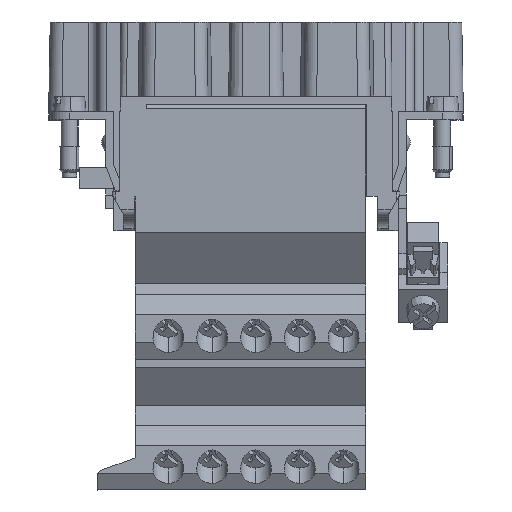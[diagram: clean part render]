
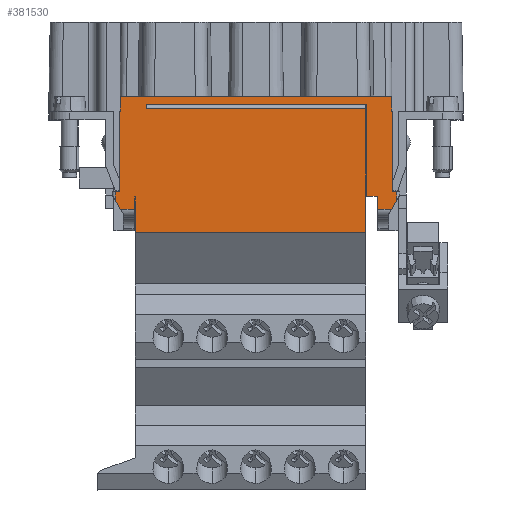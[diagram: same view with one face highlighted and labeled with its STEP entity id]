
A CAD part, left-side view. The second image highlights one B-rep face of the part: STEP entity #381530.
In plain terms, the highlighted face is planar.
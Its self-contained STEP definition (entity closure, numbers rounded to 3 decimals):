
#43850=CARTESIAN_POINT('',(27.404,-17.15,
28.65));
#43860=VERTEX_POINT('',#43850);
#43890=CARTESIAN_POINT('',(25.468,-17.15,
28.65));
#43900=DIRECTION('',(-1.,0.,0.));
#43910=VECTOR('',#43900,1.);
#43920=LINE('',#43890,#43910);
#43930=CARTESIAN_POINT('',(25.279,-17.15,
28.65));
#43940=VERTEX_POINT('',#43930);
#43950=EDGE_CURVE('',#43860,#43940,#43920,.T.);
#57070=CARTESIAN_POINT('',(0.,-17.15,12.55));
#57080=DIRECTION('',(-1.,0.,0.));
#57090=VECTOR('',#57080,1.);
#57100=LINE('',#57070,#57090);
#57110=CARTESIAN_POINT('',(23.45,-17.15,
12.55));
#57120=VERTEX_POINT('',#57110);
#57130=CARTESIAN_POINT('',(-10.2,-17.15,
12.55));
#57140=VERTEX_POINT('',#57130);
#57150=EDGE_CURVE('',#57120,#57140,#57100,.T.);
#59660=CARTESIAN_POINT('',(28.2,-17.15,
27.272));
#59670=VERTEX_POINT('',#59660);
#59700=CARTESIAN_POINT('',(43.945,-17.15,0.));
#59710=DIRECTION('',(0.5,0.,
-0.866));
#59720=VECTOR('',#59710,1.);
#59730=LINE('',#59700,#59720);
#59740=EDGE_CURVE('',#43860,#59670,#59730,.T.);
#83310=CARTESIAN_POINT('',(-10.2,-17.15,
26.65));
#83320=VERTEX_POINT('',#83310);
#83350=CARTESIAN_POINT('',(0.,-17.15,26.65));
#83360=DIRECTION('',(1.,0.,0.));
#83370=VECTOR('',#83360,1.);
#83380=LINE('',#83350,#83370);
#83390=CARTESIAN_POINT('',(-11.844,-17.15,
26.65));
#83400=VERTEX_POINT('',#83390);
#83410=EDGE_CURVE('',#83400,#83320,#83380,.T.);
#85970=CARTESIAN_POINT('',(-14.8,-17.15,
25.95));
#85980=VERTEX_POINT('',#85970);
#86010=CARTESIAN_POINT('',(0.,-17.15,25.95));
#86020=DIRECTION('',(-1.,0.,0.));
#86030=VECTOR('',#86020,1.);
#86040=LINE('',#86010,#86030);
#86050=CARTESIAN_POINT('',(-14.2,-17.15,
25.95));
#86060=VERTEX_POINT('',#86050);
#86070=EDGE_CURVE('',#86060,#85980,#86040,.T.);
#95860=CARTESIAN_POINT('',(-14.8,-17.15,
27.272));
#95870=VERTEX_POINT('',#95860);
#96110=CARTESIAN_POINT('',(-14.004,-17.15,
28.65));
#96120=VERTEX_POINT('',#96110);
#96150=CARTESIAN_POINT('',(-30.545,-17.15,0.));
#96160=DIRECTION('',(0.5,0.,
0.866));
#96170=VECTOR('',#96160,1.);
#96180=LINE('',#96150,#96170);
#96190=EDGE_CURVE('',#95870,#96120,#96180,.T.);
#99620=CARTESIAN_POINT('',(-11.879,-17.15,
28.65));
#99630=VERTEX_POINT('',#99620);
#99660=CARTESIAN_POINT('',(25.468,-17.15,
28.65));
#99670=DIRECTION('',(-1.,0.,0.));
#99680=VECTOR('',#99670,1.);
#99690=LINE('',#99660,#99680);
#99700=EDGE_CURVE('',#99630,#96120,#99690,.T.);
#104890=CARTESIAN_POINT('',(-10.2,-17.15,0.));
#104900=DIRECTION('',(0.,0.,-1.));
#104910=VECTOR('',#104900,1.);
#104920=LINE('',#104890,#104910);
#104930=EDGE_CURVE('',#83320,#57140,#104920,.T.);
#118930=CARTESIAN_POINT('',(25.246,-17.15,
26.75));
#118940=VERTEX_POINT('',#118930);
#118970=CARTESIAN_POINT('',(0.,-17.15,26.75));
#118980=DIRECTION('',(1.,0.,0.));
#118990=VECTOR('',#118980,1.);
#119000=LINE('',#118970,#118990);
#119010=CARTESIAN_POINT('',(25.15,-17.15,
26.75));
#119020=VERTEX_POINT('',#119010);
#119030=EDGE_CURVE('',#119020,#118940,#119000,.T.);
#121500=CARTESIAN_POINT('',(-14.8,-17.15,
0.));
#121510=DIRECTION('',(0.,0.,-1.));
#121520=VECTOR('',#121510,1.);
#121530=LINE('',#121500,#121520);
#121540=EDGE_CURVE('',#95870,#85980,#121530,.T.);
#140360=CARTESIAN_POINT('',(-14.073,-17.15,
11.45));
#140370=VERTEX_POINT('',#140360);
#140490=CARTESIAN_POINT('',(-13.974,-17.15,0.));
#140500=DIRECTION('',(0.009,0.,
-1.));
#140510=VECTOR('',#140500,1.);
#140520=LINE('',#140490,#140510);
#140530=EDGE_CURVE('',#86060,#140370,#140520,.T.);
#218830=CARTESIAN_POINT('',(-11.379,-17.15,0.));
#218840=DIRECTION('',(0.017,0.,
-1.));
#218850=VECTOR('',#218840,1.);
#218860=LINE('',#218830,#218850);
#218870=EDGE_CURVE('',#99630,#83400,#218860,.T.);
#238130=CARTESIAN_POINT('',(23.45,-17.15,
13.25));
#238140=VERTEX_POINT('',#238130);
#238170=CARTESIAN_POINT('',(23.45,-17.15,0.));
#238180=DIRECTION('',(0.,0.,-1.));
#238190=VECTOR('',#238180,1.);
#238200=LINE('',#238170,#238190);
#238210=EDGE_CURVE('',#238140,#57120,#238200,.T.);
#240920=CARTESIAN_POINT('',(0.,-17.15,11.45));
#240930=DIRECTION('',(-1.,0.,0.));
#240940=VECTOR('',#240930,1.);
#240950=LINE('',#240920,#240940);
#240960=CARTESIAN_POINT('',(27.473,-17.15,
11.45));
#240970=VERTEX_POINT('',#240960);
#240980=EDGE_CURVE('',#240970,#140370,#240950,.T.);
#256890=CARTESIAN_POINT('',(27.374,-17.15,0.));
#256900=DIRECTION('',(0.009,0.,
1.));
#256910=VECTOR('',#256900,1.);
#256920=LINE('',#256890,#256910);
#256930=CARTESIAN_POINT('',(27.6,-17.15,
25.95));
#256940=VERTEX_POINT('',#256930);
#256950=EDGE_CURVE('',#240970,#256940,#256920,.T.);
#264070=CARTESIAN_POINT('',(28.2,-17.15,
25.95));
#264080=VERTEX_POINT('',#264070);
#264110=CARTESIAN_POINT('',(28.2,-17.15,
0.));
#264120=DIRECTION('',(0.,0.,-1.));
#264130=VECTOR('',#264120,1.);
#264140=LINE('',#264110,#264130);
#264150=EDGE_CURVE('',#59670,#264080,#264140,.T.);
#288520=CARTESIAN_POINT('',(0.,-17.15,25.95));
#288530=DIRECTION('',(1.,0.,0.));
#288540=VECTOR('',#288530,1.);
#288550=LINE('',#288520,#288540);
#288560=EDGE_CURVE('',#256940,#264080,#288550,.T.);
#301620=CARTESIAN_POINT('',(24.779,-17.15,0.));
#301630=DIRECTION('',(-0.017,0.,
-1.));
#301640=VECTOR('',#301630,1.);
#301650=LINE('',#301620,#301640);
#301660=EDGE_CURVE('',#43940,#118940,#301650,.T.);
#305980=CARTESIAN_POINT('',(25.15,-17.15,
272.499));
#305990=DIRECTION('',(0.,0.,-1.));
#306000=VECTOR('',#305990,1.);
#306010=LINE('',#305980,#306000);
#306020=CARTESIAN_POINT('',(25.15,-17.15,
32.15));
#306030=VERTEX_POINT('',#306020);
#306040=EDGE_CURVE('',#306030,#119020,#306010,.T.);
#307180=CARTESIAN_POINT('',(-10.05,-17.15,
32.15));
#307190=VERTEX_POINT('',#307180);
#307310=CARTESIAN_POINT('',(29.165,-17.15,
32.15));
#307320=DIRECTION('',(-1.,0.,0.));
#307330=VECTOR('',#307320,1.);
#307340=LINE('',#307310,#307330);
#307350=EDGE_CURVE('',#306030,#307190,#307340,.T.);
#325540=CARTESIAN_POINT('',(-10.05,-17.15,
341.274));
#325550=DIRECTION('',(0.,0.,1.));
#325560=VECTOR('',#325550,1.);
#325570=LINE('',#325540,#325560);
#325580=CARTESIAN_POINT('',(-10.05,-17.15,
13.25));
#325590=VERTEX_POINT('',#325580);
#325600=EDGE_CURVE('',#325590,#307190,#325570,.T.);
#354370=CARTESIAN_POINT('',(22.465,-17.15,
13.25));
#354380=DIRECTION('',(-1.,0.,0.));
#354390=VECTOR('',#354380,1.);
#354400=LINE('',#354370,#354390);
#354410=EDGE_CURVE('',#238140,#325590,#354400,.T.);
#381240=CARTESIAN_POINT('',(25.468,-17.15,
23.998));
#381250=DIRECTION('',(0.,-1.,0.));
#381260=DIRECTION('',(0.,0.,-1.));
#381270=AXIS2_PLACEMENT_3D('',#381240,#381250,#381260);
#381280=PLANE('',#381270);
#381290=ORIENTED_EDGE('',*,*,#306040,.F.);
#381300=ORIENTED_EDGE('',*,*,#119030,.F.);
#381310=ORIENTED_EDGE('',*,*,#301660,.T.);
#381320=ORIENTED_EDGE('',*,*,#43950,.T.);
#381330=ORIENTED_EDGE('',*,*,#59740,.F.);
#381340=ORIENTED_EDGE('',*,*,#264150,.F.);
#381350=ORIENTED_EDGE('',*,*,#288560,.T.);
#381360=ORIENTED_EDGE('',*,*,#256950,.T.);
#381370=ORIENTED_EDGE('',*,*,#240980,.F.);
#381380=ORIENTED_EDGE('',*,*,#140530,.T.);
#381390=ORIENTED_EDGE('',*,*,#86070,.F.);
#381400=ORIENTED_EDGE('',*,*,#121540,.T.);
#381410=ORIENTED_EDGE('',*,*,#96190,.F.);
#381420=ORIENTED_EDGE('',*,*,#99700,.T.);
#381430=ORIENTED_EDGE('',*,*,#218870,.F.);
#381440=ORIENTED_EDGE('',*,*,#83410,.F.);
#381450=ORIENTED_EDGE('',*,*,#104930,.F.);
#381460=ORIENTED_EDGE('',*,*,#57150,.T.);
#381470=ORIENTED_EDGE('',*,*,#238210,.T.);
#381480=ORIENTED_EDGE('',*,*,#354410,.F.);
#381490=ORIENTED_EDGE('',*,*,#325600,.F.);
#381500=ORIENTED_EDGE('',*,*,#307350,.T.);
#381510=EDGE_LOOP('',(#381500,#381490,#381480,#381470,#381460,#381450,
#381440,#381430,#381420,#381410,#381400,#381390,#381380,#381370,#381360,
#381350,#381340,#381330,#381320,#381310,#381300,#381290));
#381520=FACE_OUTER_BOUND('',#381510,.T.);
#381530=ADVANCED_FACE('',(#381520),#381280,.T.);
